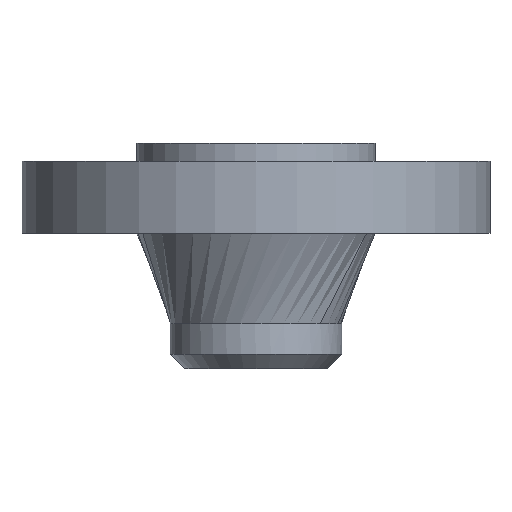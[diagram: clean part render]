
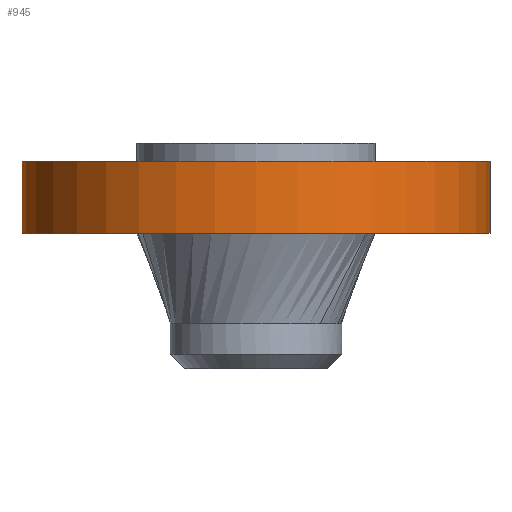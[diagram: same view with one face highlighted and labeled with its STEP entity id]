
A CAD part, front view. The second image highlights one B-rep face of the part: STEP entity #945.
In plain terms, the highlighted cylindrical face has radius 82.55 mm (diameter 165.1 mm), a partial arc.
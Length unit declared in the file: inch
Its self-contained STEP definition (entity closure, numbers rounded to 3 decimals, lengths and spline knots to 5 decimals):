
#10 = CARTESIAN_POINT ( 'NONE',  ( 3.25, 0., -10.19239 ) ) ;
#32 = EDGE_CURVE ( 'NONE', #509, #157, #562, .T. ) ;
#66 = CYLINDRICAL_SURFACE ( 'NONE', #488, 3.25 ) ;
#67 = EDGE_CURVE ( 'NONE', #157, #1015, #309, .T. ) ;
#68 = DIRECTION ( 'NONE',  ( 0., 0., 1. ) ) ;
#94 = DIRECTION ( 'NONE',  ( 0., 0., 1. ) ) ;
#157 = VERTEX_POINT ( 'NONE', #653 ) ;
#169 = DIRECTION ( 'NONE',  ( 0., 0., -1. ) ) ;
#230 = CARTESIAN_POINT ( 'NONE',  ( 0., 0., 0. ) ) ;
#309 = CIRCLE ( 'NONE', #662, 3.25 ) ;
#314 = CARTESIAN_POINT ( 'NONE',  ( -3.25, 0., -10.19239 ) ) ;
#321 = FACE_OUTER_BOUND ( 'NONE', #511, .T. ) ;
#349 = CARTESIAN_POINT ( 'NONE',  ( -3.25, 0., -1. ) ) ;
#391 = EDGE_CURVE ( 'NONE', #524, #509, #851, .T. ) ;
#406 = DIRECTION ( 'NONE',  ( 1., 0., 0. ) ) ;
#422 = ORIENTED_EDGE ( 'NONE', *, *, #391, .F. ) ;
#440 = DIRECTION ( 'NONE',  ( 1., 0., 0. ) ) ;
#488 = AXIS2_PLACEMENT_3D ( 'NONE', #683, #94, #755 ) ;
#509 = VERTEX_POINT ( 'NONE', #349 ) ;
#511 = EDGE_LOOP ( 'NONE', ( #858, #422, #781, #534 ) ) ;
#513 = DIRECTION ( 'NONE',  ( 0., 0., 1. ) ) ;
#524 = VERTEX_POINT ( 'NONE', #842 ) ;
#534 = ORIENTED_EDGE ( 'NONE', *, *, #67, .F. ) ;
#562 = LINE ( 'NONE', #314, #573 ) ;
#573 = VECTOR ( 'NONE', #68, 39.37008 ) ;
#653 = CARTESIAN_POINT ( 'NONE',  ( -3.25, 0., 0. ) ) ;
#662 = AXIS2_PLACEMENT_3D ( 'NONE', #230, #997, #406 ) ;
#683 = CARTESIAN_POINT ( 'NONE',  ( 0., 0., -10.19239 ) ) ;
#755 = DIRECTION ( 'NONE',  ( 1., 0., 0. ) ) ;
#781 = ORIENTED_EDGE ( 'NONE', *, *, #956, .T. ) ;
#816 = VECTOR ( 'NONE', #513, 39.37008 ) ;
#842 = CARTESIAN_POINT ( 'NONE',  ( 3.25, 0., -1. ) ) ;
#851 = CIRCLE ( 'NONE', #903, 3.25 ) ;
#858 = ORIENTED_EDGE ( 'NONE', *, *, #32, .F. ) ;
#903 = AXIS2_PLACEMENT_3D ( 'NONE', #1043, #169, #440 ) ;
#945 = ADVANCED_FACE ( 'NONE', ( #321 ), #66, .T. ) ;
#956 = EDGE_CURVE ( 'NONE', #524, #1015, #1013, .T. ) ;
#997 = DIRECTION ( 'NONE',  ( 0., 0., 1. ) ) ;
#1013 = LINE ( 'NONE', #10, #816 ) ;
#1015 = VERTEX_POINT ( 'NONE', #1099 ) ;
#1043 = CARTESIAN_POINT ( 'NONE',  ( 0., 0., -1. ) ) ;
#1099 = CARTESIAN_POINT ( 'NONE',  ( 3.25, 0., 0. ) ) ;
